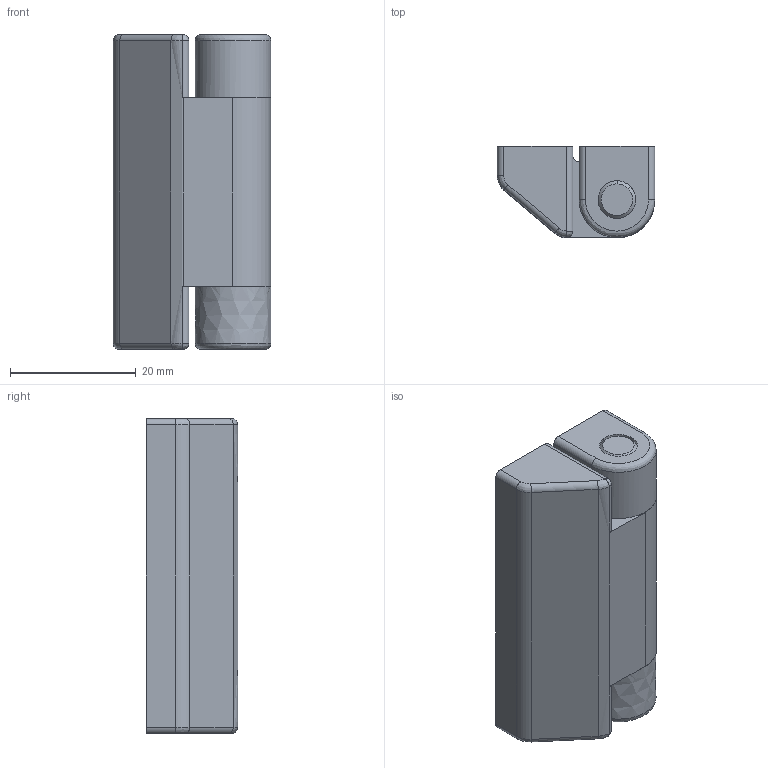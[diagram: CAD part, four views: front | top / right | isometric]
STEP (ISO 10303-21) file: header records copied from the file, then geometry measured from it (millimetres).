
FILE_DESCRIPTION((''),'2;1');
FILE_NAME('','2005-04-20T10:20:46',(''),(''),'','CADfix','');
FILE_SCHEMA(('AUTOMOTIVE_DESIGN'));
Length unit declared in the file: millimetre
Products named in the file (4): shaft; hinge piece_B; hinge piece_A; TH_84D_1_18029_36
Assembly tree (3 placements, depth 2):
  TH_84D_1_18029_36
    shaft
    hinge piece_B
    hinge piece_A
Bounding box: 25 x 14.5 x 50 mm (x, y, z)
Volume: 14329.1 mm3; surface area: 7867.2 mm2
Topology: 3 solids, 3 shells, 78 faces, 233 edges, 164 vertices
Faces by surface type: bspline 78
Entity records: 3037 total; most frequent: CARTESIAN_POINT 1694, ORIENTED_EDGE 466, EDGE_CURVE 233, VERTEX_POINT 164, EDGE_LOOP 89, QUASI_UNIFORM_CURVE 87, FACE_OUTER_BOUND 78, ADVANCED_FACE 78
